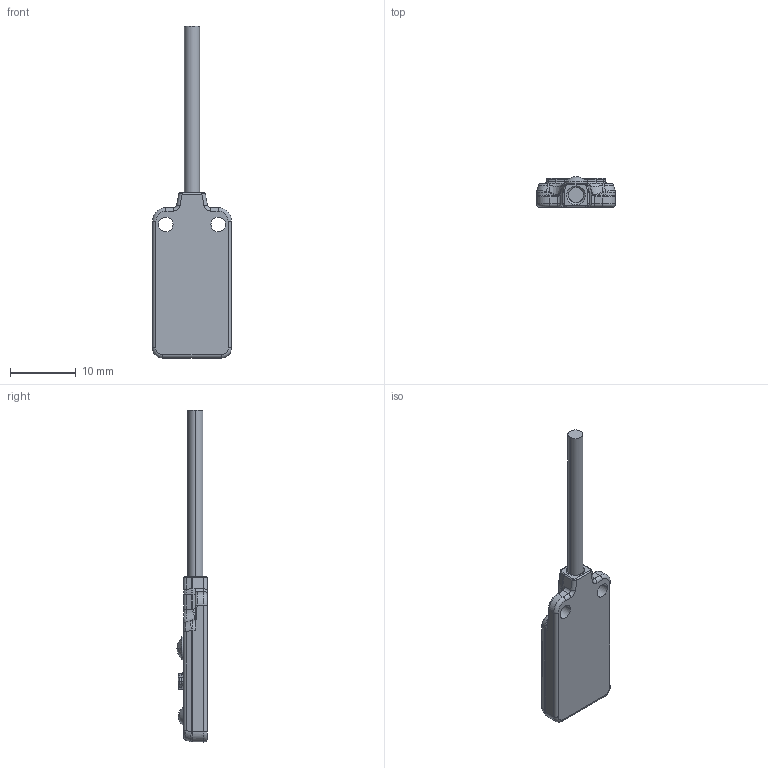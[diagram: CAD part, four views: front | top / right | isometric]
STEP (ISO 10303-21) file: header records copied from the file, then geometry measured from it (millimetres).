
FILE_DESCRIPTION((''),'2;1');
FILE_NAME('149857_SW','2010-05-07T',('banengservice'),('BANNER ENGINEERING'),'PRO/ENGINEER BY PARAMETRIC TECHNOLOGY CORPORATION, 2009141','PRO/ENGINEER BY PARAMETRIC TECHNOLOGY CORPORATION, 2009141','');
FILE_SCHEMA(('CONFIG_CONTROL_DESIGN'));
Length unit declared in the file: inch
Products named in the file (1): 149857_SW
Bounding box: 11.99 x 4.66 x 50.4 mm (x, y, z)
Volume: 655 mm3; surface area: 1692.1 mm2
Topology: 1 solids, 2 shells, 701 faces, 1844 edges, 1147 vertices
Faces by surface type: plane 241, extrusion 187, cylinder 137, bspline 70, cone 38, torus 16, revolution 8, sphere 4
Entity records: 27015 total; most frequent: CARTESIAN_POINT 10870, ORIENTED_EDGE 3652, DIRECTION 2728, EDGE_CURVE 1826, VERTEX_POINT 1147, VECTOR 1094, LINE 907, AXIS2_PLACEMENT_3D 813
